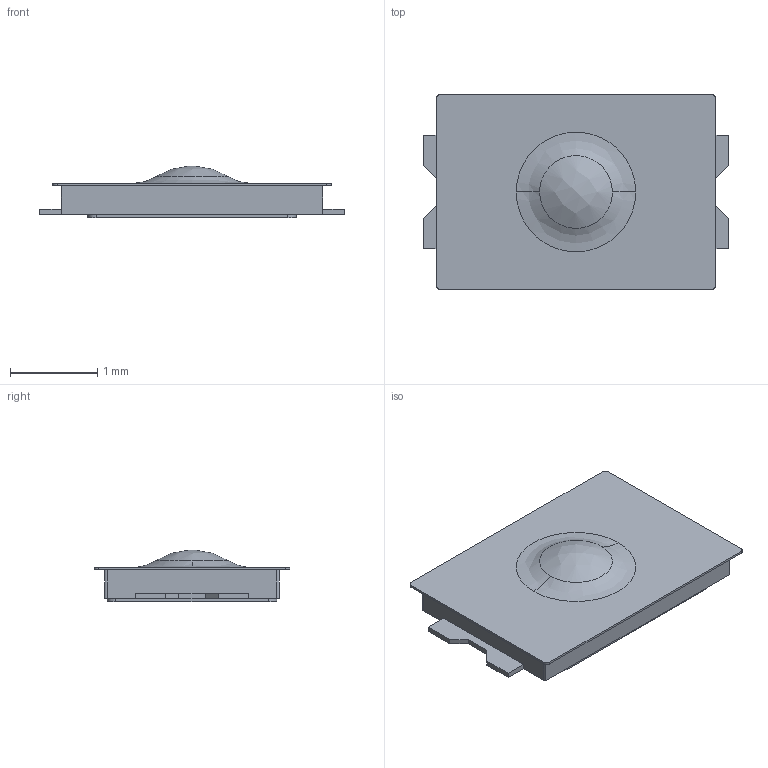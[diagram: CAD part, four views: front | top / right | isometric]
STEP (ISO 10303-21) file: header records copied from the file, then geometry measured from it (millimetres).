
FILE_DESCRIPTION (( 'STEP AP214' ), '1' );
FILE_NAME ('KXT341LHS.STEP', '2024-06-13T10:27:23', ( '' ), ( '' ), 'SwSTEP 2.0', 'SolidWorks 2024', '' );
FILE_SCHEMA (( 'AUTOMOTIVE_DESIGN' ));
Length unit declared in the file: metre
Products named in the file (1): KXT341LHS
Bounding box: 3.5 x 2.25 x 0.59 mm (x, y, z)
Surface area: 20 mm2 (no closed solid volume)
Topology: 0 solids, 1 shells, 174 faces, 468 edges, 312 vertices
Faces by surface type: cylinder 86, plane 85, bspline 3
Entity records: 5755 total; most frequent: CARTESIAN_POINT 1124, DIRECTION 982, ORIENTED_EDGE 910, EDGE_CURVE 468, AXIS2_PLACEMENT_3D 346, VERTEX_POINT 312, LINE 290, VECTOR 290
